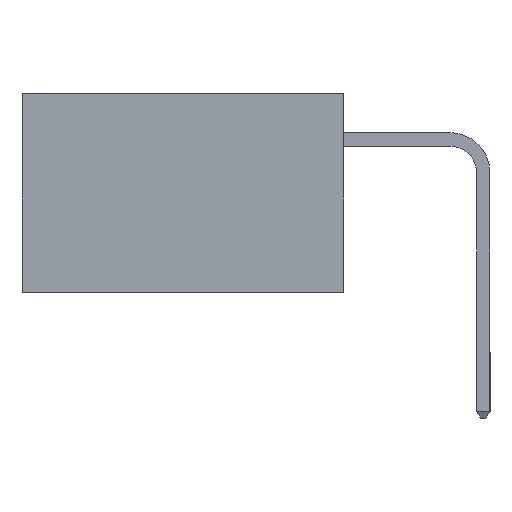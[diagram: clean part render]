
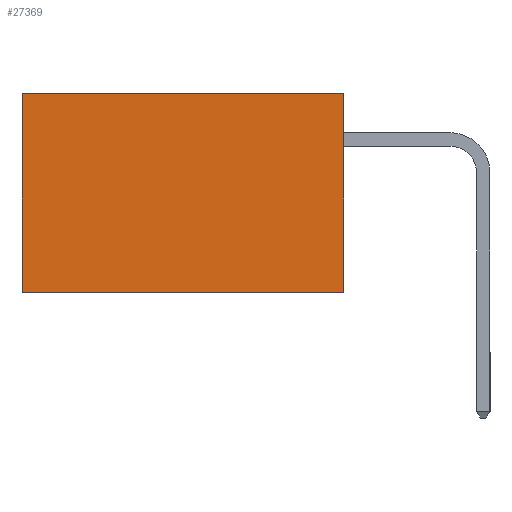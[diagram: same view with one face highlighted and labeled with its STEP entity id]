
A CAD part, left-side view. The second image highlights one B-rep face of the part: STEP entity #27369.
In plain terms, the highlighted planar face has unit normal (-1, 0, 0).
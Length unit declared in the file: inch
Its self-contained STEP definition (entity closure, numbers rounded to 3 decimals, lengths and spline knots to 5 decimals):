
#672 = AXIS2_PLACEMENT_3D ( 'NONE', #5888, #10618, #26938 ) ;
#1502 = EDGE_CURVE ( 'NONE', #26922, #8770, #29433, .T. ) ;
#2409 = VERTEX_POINT ( 'NONE', #30039 ) ;
#2772 = CARTESIAN_POINT ( 'NONE',  ( 0.298, 0., -0.37 ) ) ;
#3452 = PLANE ( 'NONE',  #672 ) ;
#3845 = DIRECTION ( 'NONE',  ( 0., 1., 0. ) ) ;
#3892 = CARTESIAN_POINT ( 'NONE',  ( 0.298, 0., -0.37 ) ) ;
#4613 = VECTOR ( 'NONE', #3845, 39.37008 ) ;
#5145 = CARTESIAN_POINT ( 'NONE',  ( 0.298, 0.6, 0. ) ) ;
#5888 = CARTESIAN_POINT ( 'NONE',  ( 0.298, 0., 0. ) ) ;
#6184 = DIRECTION ( 'NONE',  ( 0., 0., -1. ) ) ;
#8439 = FACE_OUTER_BOUND ( 'NONE', #16135, .T. ) ;
#8770 = VERTEX_POINT ( 'NONE', #2772 ) ;
#10192 = VECTOR ( 'NONE', #13387, 39.37008 ) ;
#10618 = DIRECTION ( 'NONE',  ( 1., 0., 0. ) ) ;
#10903 = LINE ( 'NONE', #17858, #4613 ) ;
#11509 = VECTOR ( 'NONE', #6184, 39.37008 ) ;
#12579 = CARTESIAN_POINT ( 'NONE',  ( 0.298, 0.6, 0. ) ) ;
#12901 = LINE ( 'NONE', #5145, #18385 ) ;
#13387 = DIRECTION ( 'NONE',  ( 0., 1., 0. ) ) ;
#13441 = ORIENTED_EDGE ( 'NONE', *, *, #15949, .T. ) ;
#14169 = ORIENTED_EDGE ( 'NONE', *, *, #25342, .T. ) ;
#14599 = DIRECTION ( 'NONE',  ( 0., 0., -1. ) ) ;
#15527 = ORIENTED_EDGE ( 'NONE', *, *, #1502, .F. ) ;
#15949 = EDGE_CURVE ( 'NONE', #26922, #30381, #10903, .T. ) ;
#16135 = EDGE_LOOP ( 'NONE', ( #14169, #28151, #15527, #13441 ) ) ;
#16440 = LINE ( 'NONE', #3892, #10192 ) ;
#17858 = CARTESIAN_POINT ( 'NONE',  ( 0.298, 0., 0. ) ) ;
#18385 = VECTOR ( 'NONE', #14599, 39.37008 ) ;
#18752 = EDGE_CURVE ( 'NONE', #8770, #2409, #16440, .T. ) ;
#25342 = EDGE_CURVE ( 'NONE', #30381, #2409, #12901, .T. ) ;
#26922 = VERTEX_POINT ( 'NONE', #29738 ) ;
#26938 = DIRECTION ( 'NONE',  ( 0., 0., -1. ) ) ;
#27369 = ADVANCED_FACE ( 'NONE', ( #8439 ), #3452, .F. ) ;
#28151 = ORIENTED_EDGE ( 'NONE', *, *, #18752, .F. ) ;
#29433 = LINE ( 'NONE', #29492, #11509 ) ;
#29492 = CARTESIAN_POINT ( 'NONE',  ( 0.298, 0., 0. ) ) ;
#29738 = CARTESIAN_POINT ( 'NONE',  ( 0.298, 0., 0. ) ) ;
#30039 = CARTESIAN_POINT ( 'NONE',  ( 0.298, 0.6, -0.37 ) ) ;
#30381 = VERTEX_POINT ( 'NONE', #12579 ) ;
